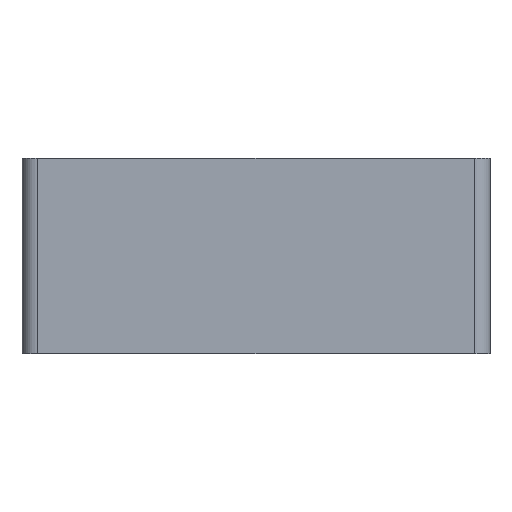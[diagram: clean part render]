
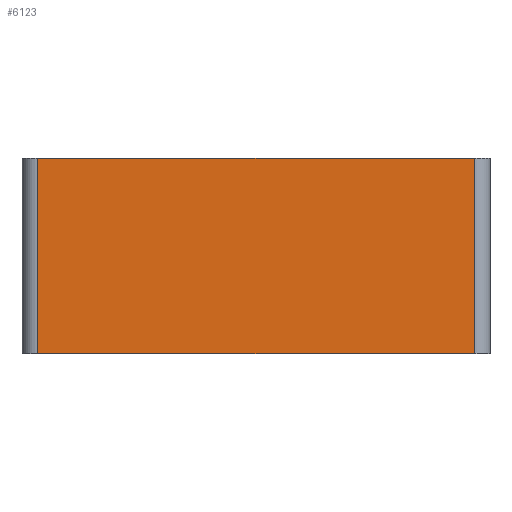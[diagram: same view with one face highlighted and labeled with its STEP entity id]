
A CAD part, front view. The second image highlights one B-rep face of the part: STEP entity #6123.
In plain terms, the highlighted planar face has unit normal (0, -1, 0).
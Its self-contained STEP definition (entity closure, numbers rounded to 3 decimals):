
#213 = EDGE_CURVE ( 'NONE', #5479, #8239, #1873, .T. ) ;
#448 = VECTOR ( 'NONE', #562, 1000. ) ;
#562 = DIRECTION ( 'NONE',  ( 0., 0., -1. ) ) ;
#583 = VERTEX_POINT ( 'NONE', #5626 ) ;
#978 = DIRECTION ( 'NONE',  ( 1., 0., 0. ) ) ;
#1341 = EDGE_CURVE ( 'NONE', #8239, #6250, #4815, .T. ) ;
#1703 = LINE ( 'NONE', #5561, #9901 ) ;
#1873 = LINE ( 'NONE', #4035, #3418 ) ;
#2121 = EDGE_LOOP ( 'NONE', ( #4456, #7542, #6073, #2177 ) ) ;
#2171 = CARTESIAN_POINT ( 'NONE',  ( 56., -20., -25. ) ) ;
#2177 = ORIENTED_EDGE ( 'NONE', *, *, #10150, .T. ) ;
#2352 = AXIS2_PLACEMENT_3D ( 'NONE', #8012, #5539, #3275 ) ;
#2545 = PLANE ( 'NONE',  #2352 ) ;
#3163 = CARTESIAN_POINT ( 'NONE',  ( 56., -20., 25. ) ) ;
#3269 = DIRECTION ( 'NONE',  ( 1., 0., 0. ) ) ;
#3275 = DIRECTION ( 'NONE',  ( -1., 0., 0. ) ) ;
#3418 = VECTOR ( 'NONE', #3269, 1000. ) ;
#4035 = CARTESIAN_POINT ( 'NONE',  ( -56., -20., 25. ) ) ;
#4456 = ORIENTED_EDGE ( 'NONE', *, *, #7378, .T. ) ;
#4659 = CARTESIAN_POINT ( 'NONE',  ( 56., -20., 25. ) ) ;
#4815 = LINE ( 'NONE', #3163, #9685 ) ;
#5479 = VERTEX_POINT ( 'NONE', #6553 ) ;
#5534 = DIRECTION ( 'NONE',  ( 0., 0., -1. ) ) ;
#5539 = DIRECTION ( 'NONE',  ( 0., 1., 0. ) ) ;
#5561 = CARTESIAN_POINT ( 'NONE',  ( -56., -20., -25. ) ) ;
#5626 = CARTESIAN_POINT ( 'NONE',  ( -56., -20., -25. ) ) ;
#6073 = ORIENTED_EDGE ( 'NONE', *, *, #213, .F. ) ;
#6123 = ADVANCED_FACE ( 'NONE', ( #9612 ), #2545, .F. ) ;
#6250 = VERTEX_POINT ( 'NONE', #2171 ) ;
#6553 = CARTESIAN_POINT ( 'NONE',  ( -56., -20., 25. ) ) ;
#7378 = EDGE_CURVE ( 'NONE', #583, #6250, #1703, .T. ) ;
#7542 = ORIENTED_EDGE ( 'NONE', *, *, #1341, .F. ) ;
#7628 = CARTESIAN_POINT ( 'NONE',  ( -56., -20., 25. ) ) ;
#8012 = CARTESIAN_POINT ( 'NONE',  ( -56., -20., 25. ) ) ;
#8239 = VERTEX_POINT ( 'NONE', #4659 ) ;
#9278 = LINE ( 'NONE', #7628, #448 ) ;
#9612 = FACE_OUTER_BOUND ( 'NONE', #2121, .T. ) ;
#9685 = VECTOR ( 'NONE', #5534, 1000. ) ;
#9901 = VECTOR ( 'NONE', #978, 1000. ) ;
#10150 = EDGE_CURVE ( 'NONE', #5479, #583, #9278, .T. ) ;
